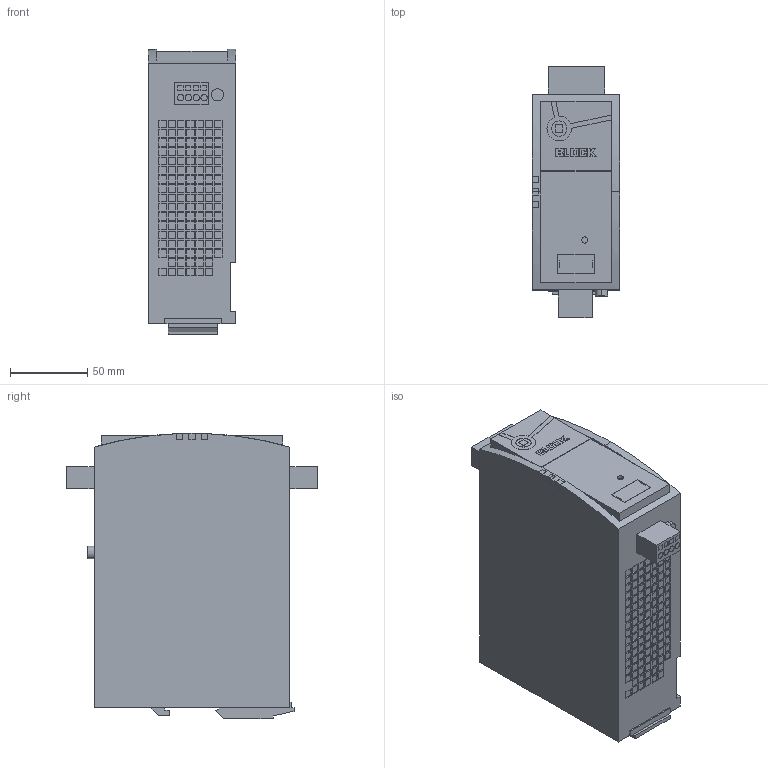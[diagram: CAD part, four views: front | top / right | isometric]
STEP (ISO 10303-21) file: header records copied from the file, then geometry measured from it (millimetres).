
FILE_DESCRIPTION (( 'STEP AP214' ), '1' );
FILE_NAME ('357678.STEP', '2023-01-18T12:19:42', ( '' ), ( '' ), 'SwSTEP 2.0', 'SolidWorks 2018', '' );
FILE_SCHEMA (( 'AUTOMOTIVE_DESIGN' ));
Length unit declared in the file: millimetre
Products named in the file (1): 357678
Bounding box: 57 x 163 x 185.15 mm (x, y, z)
Volume: 1280460.9 mm3; surface area: 87587.3 mm2
Topology: 1 solids, 1 shells, 1431 faces, 3477 edges, 2316 vertices
Faces by surface type: plane 1380, cylinder 51
Entity records: 41113 total; most frequent: CARTESIAN_POINT 7225, ORIENTED_EDGE 6954, DIRECTION 6457, EDGE_CURVE 3477, VECTOR 3361, LINE 3361, VERTEX_POINT 2316, EDGE_LOOP 1699
